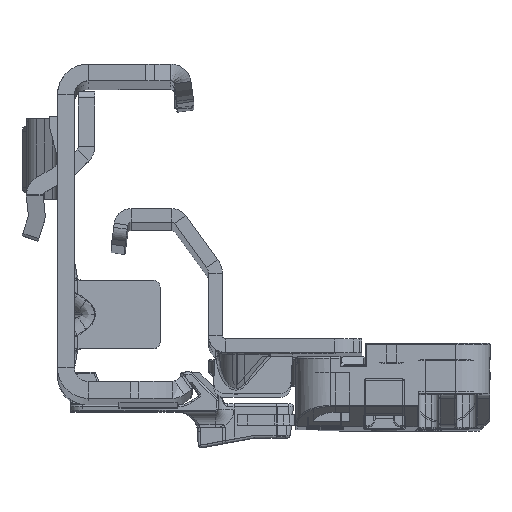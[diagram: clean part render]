
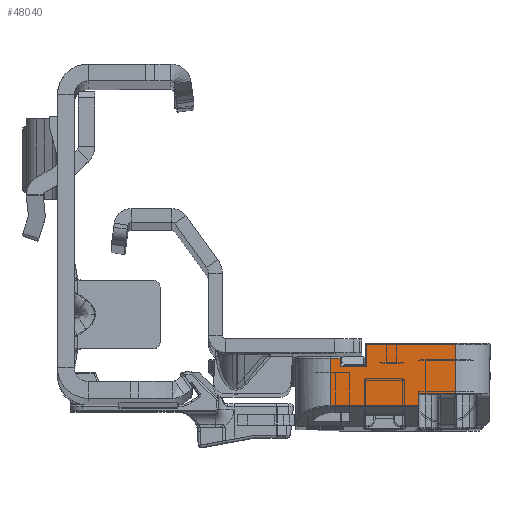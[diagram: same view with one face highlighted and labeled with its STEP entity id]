
A CAD part, top view. The second image highlights one B-rep face of the part: STEP entity #48040.
In plain terms, the highlighted face is planar.
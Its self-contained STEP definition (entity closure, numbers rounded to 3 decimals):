
#958 = VECTOR ( 'NONE', #113660, 1000. ) ;
#1071 = EDGE_CURVE ( 'NONE', #111809, #96124, #90093, .T. ) ;
#1549 = ORIENTED_EDGE ( 'NONE', *, *, #24780, .T. ) ;
#5838 = DIRECTION ( 'NONE',  ( 0., 1., 0. ) ) ;
#6166 = DIRECTION ( 'NONE',  ( 1., 0., 0. ) ) ;
#7500 = LINE ( 'NONE', #28088, #82679 ) ;
#7880 = ORIENTED_EDGE ( 'NONE', *, *, #55712, .T. ) ;
#8236 = VERTEX_POINT ( 'NONE', #41933 ) ;
#8756 = VECTOR ( 'NONE', #58293, 1000. ) ;
#9383 = DIRECTION ( 'NONE',  ( 1., 0., 0. ) ) ;
#9650 = CARTESIAN_POINT ( 'NONE',  ( -0.75, -1.15, -284.5 ) ) ;
#10141 = EDGE_CURVE ( 'NONE', #32992, #71599, #44831, .T. ) ;
#10692 = EDGE_CURVE ( 'NONE', #121731, #32992, #102290, .T. ) ;
#12662 = CARTESIAN_POINT ( 'NONE',  ( -8.5, -5.2, -284.5 ) ) ;
#13457 = CARTESIAN_POINT ( 'NONE',  ( -13.7, 2., -284.5 ) ) ;
#15145 = CARTESIAN_POINT ( 'NONE',  ( -8.3, -6.669, -284.5 ) ) ;
#15506 = LINE ( 'NONE', #54780, #105199 ) ;
#17926 = CIRCLE ( 'NONE', #71427, 0.2 ) ;
#19021 = LINE ( 'NONE', #60185, #8756 ) ;
#20110 = CARTESIAN_POINT ( 'NONE',  ( -0.75, 2.1, -284.5 ) ) ;
#21791 = ORIENTED_EDGE ( 'NONE', *, *, #92754, .F. ) ;
#22234 =( BOUNDED_CURVE ( )  B_SPLINE_CURVE ( 3, ( #123715, #36165, #85688, #74775 ),
 .UNSPECIFIED., .F., .T. ) 
 B_SPLINE_CURVE_WITH_KNOTS ( ( 4, 4 ),
 ( 1.047, 1.571 ),
 .UNSPECIFIED. ) 
 CURVE ( )  GEOMETRIC_REPRESENTATION_ITEM ( )  RATIONAL_B_SPLINE_CURVE ( ( 1., 0.977, 0.977, 1. ) ) 
 REPRESENTATION_ITEM ( '' )  );
#22515 = CARTESIAN_POINT ( 'NONE',  ( -8.3, -6.785, -284.5 ) ) ;
#23190 = EDGE_CURVE ( 'NONE', #96124, #56310, #22234, .T. ) ;
#24780 = EDGE_CURVE ( 'NONE', #103025, #31224, #7500, .T. ) ;
#27375 = LINE ( 'NONE', #66608, #958 ) ;
#27640 = ORIENTED_EDGE ( 'NONE', *, *, #10692, .T. ) ;
#27689 = VECTOR ( 'NONE', #119284, 1000. ) ;
#28088 = CARTESIAN_POINT ( 'NONE',  ( 4.6, 0.1, -284.5 ) ) ;
#30944 = VERTEX_POINT ( 'NONE', #74559 ) ;
#31224 = VERTEX_POINT ( 'NONE', #50012 ) ;
#32992 = VERTEX_POINT ( 'NONE', #47704 ) ;
#36165 = CARTESIAN_POINT ( 'NONE',  ( -8.291, -6.749, -284.5 ) ) ;
#37236 = CARTESIAN_POINT ( 'NONE',  ( -8.5, -5., -284.5 ) ) ;
#38958 = DIRECTION ( 'NONE',  ( 0., 0., 1. ) ) ;
#40097 = EDGE_LOOP ( 'NONE', ( #91711, #125829, #1549, #41616, #46964, #86239, #83629, #7880, #21791, #27640, #53358, #107809 ) ) ;
#40767 = EDGE_CURVE ( 'NONE', #70634, #30944, #19021, .T. ) ;
#41090 = EDGE_CURVE ( 'NONE', #71599, #70634, #103937, .T. ) ;
#41616 = ORIENTED_EDGE ( 'NONE', *, *, #106976, .F. ) ;
#41933 = CARTESIAN_POINT ( 'NONE',  ( -8.3, -5.2, -284.5 ) ) ;
#43740 = DIRECTION ( 'NONE',  ( 0., 1., 0. ) ) ;
#44831 = LINE ( 'NONE', #93090, #126508 ) ;
#46964 = ORIENTED_EDGE ( 'NONE', *, *, #1071, .T. ) ;
#47704 = CARTESIAN_POINT ( 'NONE',  ( -13.7, 2.1, -284.5 ) ) ;
#48040 = ADVANCED_FACE ( 'NONE', ( #56990 ), #127127, .F. ) ;
#50012 = CARTESIAN_POINT ( 'NONE',  ( 4.6, 0.1, -284.5 ) ) ;
#52553 = LINE ( 'NONE', #90522, #69409 ) ;
#52780 = CARTESIAN_POINT ( 'NONE',  ( -13.7, -5., -284.5 ) ) ;
#53358 = ORIENTED_EDGE ( 'NONE', *, *, #10141, .T. ) ;
#54780 = CARTESIAN_POINT ( 'NONE',  ( 3.15, 0.1, -284.5 ) ) ;
#55712 = EDGE_CURVE ( 'NONE', #8236, #92170, #17926, .T. ) ;
#56310 = VERTEX_POINT ( 'NONE', #15145 ) ;
#56990 = FACE_OUTER_BOUND ( 'NONE', #40097, .T. ) ;
#58293 = DIRECTION ( 'NONE',  ( 1., 0., 0. ) ) ;
#60185 = CARTESIAN_POINT ( 'NONE',  ( 19.8, -1.15, -284.5 ) ) ;
#63487 = DIRECTION ( 'NONE',  ( 1., 0., 0. ) ) ;
#66608 = CARTESIAN_POINT ( 'NONE',  ( 4.6, -242.444, -284.5 ) ) ;
#69409 = VECTOR ( 'NONE', #80875, 1000. ) ;
#70634 = VERTEX_POINT ( 'NONE', #9650 ) ;
#71427 = AXIS2_PLACEMENT_3D ( 'NONE', #12662, #111787, #63487 ) ;
#71599 = VERTEX_POINT ( 'NONE', #20110 ) ;
#72398 = CARTESIAN_POINT ( 'NONE',  ( 3.15, 0.1, -284.5 ) ) ;
#74559 = CARTESIAN_POINT ( 'NONE',  ( 3.15, -1.15, -284.5 ) ) ;
#74775 = CARTESIAN_POINT ( 'NONE',  ( -8.3, -6.669, -284.5 ) ) ;
#75690 = CARTESIAN_POINT ( 'NONE',  ( 19.8, 2.6, -284.5 ) ) ;
#80875 = DIRECTION ( 'NONE',  ( 1., 0., 0. ) ) ;
#81287 = EDGE_CURVE ( 'NONE', #8236, #56310, #81302, .T. ) ;
#81302 = LINE ( 'NONE', #99959, #27689 ) ;
#82679 = VECTOR ( 'NONE', #9383, 1000. ) ;
#83629 = ORIENTED_EDGE ( 'NONE', *, *, #81287, .F. ) ;
#83851 = VECTOR ( 'NONE', #119722, 1000. ) ;
#84608 = CARTESIAN_POINT ( 'NONE',  ( -0.75, -0.9, -284.5 ) ) ;
#85688 = CARTESIAN_POINT ( 'NONE',  ( -8.3, -6.71, -284.5 ) ) ;
#86239 = ORIENTED_EDGE ( 'NONE', *, *, #23190, .T. ) ;
#87219 = DIRECTION ( 'NONE',  ( 1., 0., 0. ) ) ;
#90093 = LINE ( 'NONE', #22515, #83851 ) ;
#90522 = CARTESIAN_POINT ( 'NONE',  ( -8.3, -5., -284.5 ) ) ;
#91637 = EDGE_CURVE ( 'NONE', #30944, #103025, #15506, .T. ) ;
#91711 = ORIENTED_EDGE ( 'NONE', *, *, #40767, .T. ) ;
#92170 = VERTEX_POINT ( 'NONE', #37236 ) ;
#92754 = EDGE_CURVE ( 'NONE', #121731, #92170, #52553, .T. ) ;
#93090 = CARTESIAN_POINT ( 'NONE',  ( -0.7, 2.1, -284.5 ) ) ;
#96124 = VERTEX_POINT ( 'NONE', #114193 ) ;
#99959 = CARTESIAN_POINT ( 'NONE',  ( -8.3, 0., -284.5 ) ) ;
#102290 = LINE ( 'NONE', #13457, #124597 ) ;
#103025 = VERTEX_POINT ( 'NONE', #72398 ) ;
#103937 = LINE ( 'NONE', #84608, #121818 ) ;
#105199 = VECTOR ( 'NONE', #5838, 1000. ) ;
#106976 = EDGE_CURVE ( 'NONE', #111809, #31224, #27375, .T. ) ;
#107809 = ORIENTED_EDGE ( 'NONE', *, *, #41090, .T. ) ;
#111787 = DIRECTION ( 'NONE',  ( 0., 0., 1. ) ) ;
#111809 = VERTEX_POINT ( 'NONE', #120269 ) ;
#113660 = DIRECTION ( 'NONE',  ( 0., 1., 0. ) ) ;
#114193 = CARTESIAN_POINT ( 'NONE',  ( -8.273, -6.785, -284.5 ) ) ;
#118299 = AXIS2_PLACEMENT_3D ( 'NONE', #75690, #38958, #87219 ) ;
#119284 = DIRECTION ( 'NONE',  ( 0., -1., 0. ) ) ;
#119722 = DIRECTION ( 'NONE',  ( -1., 0., 0. ) ) ;
#120269 = CARTESIAN_POINT ( 'NONE',  ( 4.6, -6.785, -284.5 ) ) ;
#121731 = VERTEX_POINT ( 'NONE', #52780 ) ;
#121818 = VECTOR ( 'NONE', #124528, 1000. ) ;
#123715 = CARTESIAN_POINT ( 'NONE',  ( -8.273, -6.785, -284.5 ) ) ;
#124528 = DIRECTION ( 'NONE',  ( 0., -1., 0. ) ) ;
#124597 = VECTOR ( 'NONE', #43740, 1000. ) ;
#125829 = ORIENTED_EDGE ( 'NONE', *, *, #91637, .T. ) ;
#126508 = VECTOR ( 'NONE', #6166, 1000. ) ;
#127127 = PLANE ( 'NONE',  #118299 ) ;
